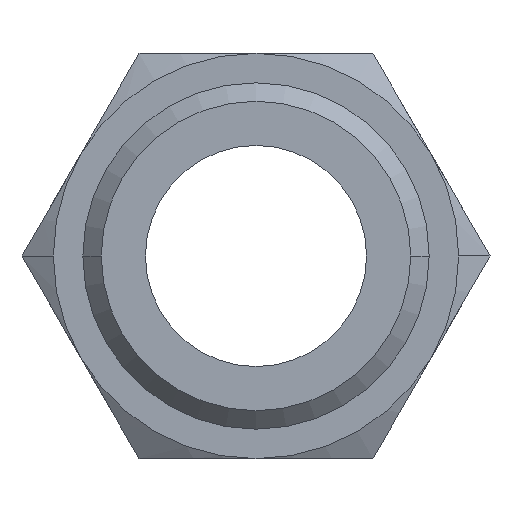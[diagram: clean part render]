
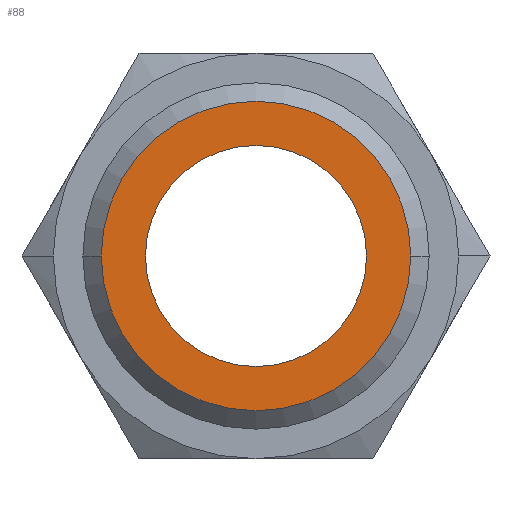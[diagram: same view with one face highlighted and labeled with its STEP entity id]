
A CAD part, front view. The second image highlights one B-rep face of the part: STEP entity #88.
In plain terms, the highlighted planar face has unit normal (0, -1, 0).
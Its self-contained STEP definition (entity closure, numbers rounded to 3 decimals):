
#88=ADVANCED_FACE('',(#201,#202),#203,.T.);
#201=FACE_BOUND('',#338,.T.);
#202=FACE_OUTER_BOUND('',#339,.T.);
#203=PLANE('',#340);
#338=EDGE_LOOP('',(#523,#524));
#339=EDGE_LOOP('',(#525,#526));
#340=AXIS2_PLACEMENT_3D('',#527,#528,#529);
#523=ORIENTED_EDGE('',*,*,#807,.T.);
#524=ORIENTED_EDGE('',*,*,#828,.T.);
#525=ORIENTED_EDGE('',*,*,#829,.F.);
#526=ORIENTED_EDGE('',*,*,#826,.F.);
#527=CARTESIAN_POINT('',(2.1,0.0,0.0));
#528=DIRECTION('',(-0.0,-1.0,-0.0));
#529=DIRECTION('',(-1.0,0.0,0.0));
#807=EDGE_CURVE('',#958,#956,#959,.T.);
#826=EDGE_CURVE('',#987,#982,#989,.T.);
#828=EDGE_CURVE('',#956,#958,#991,.T.);
#829=EDGE_CURVE('',#982,#987,#992,.T.);
#956=VERTEX_POINT('',#1242);
#958=VERTEX_POINT('',#1245);
#959=CIRCLE('',#1246,3.0);
#982=VERTEX_POINT('',#1315);
#987=VERTEX_POINT('',#1321);
#989=CIRCLE('',#1324,4.2);
#991=CIRCLE('',#1326,3.0);
#992=CIRCLE('',#1327,4.2);
#1242=CARTESIAN_POINT('',(3.0,0.0,0.));
#1245=CARTESIAN_POINT('',(-3.0,0.0,0.));
#1246=AXIS2_PLACEMENT_3D('',#1584,#1585,#1586);
#1315=CARTESIAN_POINT('',(4.2,0.0,0.0));
#1321=CARTESIAN_POINT('',(-4.2,0.0,0.));
#1324=AXIS2_PLACEMENT_3D('',#1606,#1607,#1608);
#1326=AXIS2_PLACEMENT_3D('',#1609,#1610,#1611);
#1327=AXIS2_PLACEMENT_3D('',#1612,#1613,#1614);
#1584=CARTESIAN_POINT('',(0.0,0.0,0.0));
#1585=DIRECTION('',(-0.0,1.0,0.0));
#1586=DIRECTION('',(1.0,0.0,0.0));
#1606=CARTESIAN_POINT('',(0.0,0.0,0.0));
#1607=DIRECTION('',(-0.0,1.0,0.0));
#1608=DIRECTION('',(1.0,0.0,0.0));
#1609=CARTESIAN_POINT('',(0.0,0.0,0.0));
#1610=DIRECTION('',(-0.0,1.0,0.0));
#1611=DIRECTION('',(1.0,0.0,0.0));
#1612=CARTESIAN_POINT('',(0.0,0.0,0.0));
#1613=DIRECTION('',(-0.0,1.0,0.0));
#1614=DIRECTION('',(1.0,0.0,0.0));
